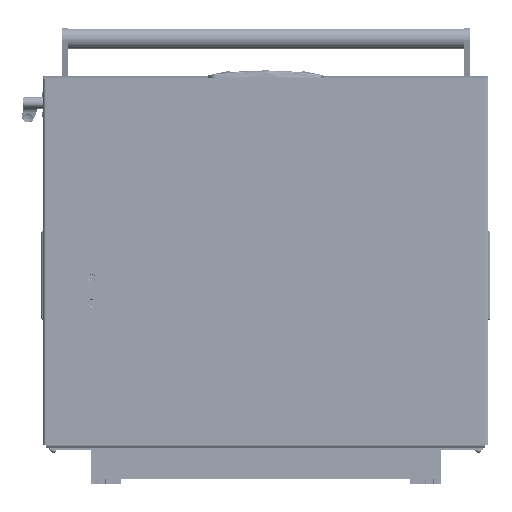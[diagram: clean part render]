
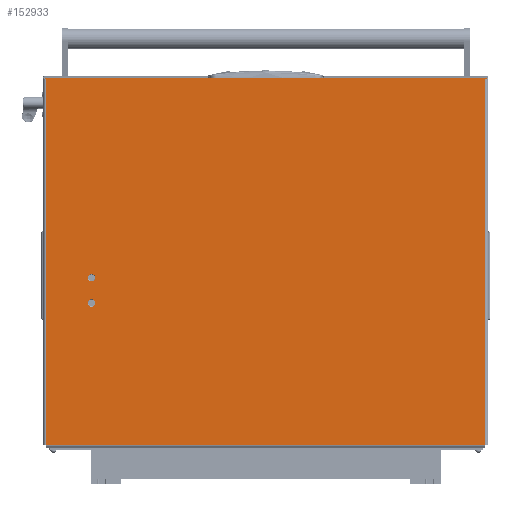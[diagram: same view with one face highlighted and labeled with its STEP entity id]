
A CAD part, front view. The second image highlights one B-rep face of the part: STEP entity #152933.
In plain terms, the highlighted face is planar.
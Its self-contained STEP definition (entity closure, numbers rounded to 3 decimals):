
#2097 = CARTESIAN_POINT ( 'NONE',  ( 0., -2., 0. ) ) ;
#2114 = ORIENTED_EDGE ( 'NONE', *, *, #80374, .F. ) ;
#3209 = LINE ( 'NONE', #132914, #7902 ) ;
#5251 = CARTESIAN_POINT ( 'NONE',  ( 0., -2., 0. ) ) ;
#6052 = VERTEX_POINT ( 'NONE', #50528 ) ;
#7012 = EDGE_CURVE ( 'NONE', #143306, #85968, #128579, .T. ) ;
#7902 = VECTOR ( 'NONE', #18946, 1000. ) ;
#8602 = AXIS2_PLACEMENT_3D ( 'NONE', #118319, #70029, #80875 ) ;
#8612 = CARTESIAN_POINT ( 'NONE',  ( 0., 608., 0. ) ) ;
#12100 = ORIENTED_EDGE ( 'NONE', *, *, #162292, .F. ) ;
#13336 = DIRECTION ( 'NONE',  ( -1., 0., 0. ) ) ;
#14907 = VERTEX_POINT ( 'NONE', #26207 ) ;
#15350 = CARTESIAN_POINT ( 'NONE',  ( 0., 610., 0. ) ) ;
#15716 = AXIS2_PLACEMENT_3D ( 'NONE', #90790, #101625, #13336 ) ;
#18541 = CARTESIAN_POINT ( 'NONE',  ( 280.2, 545., 0. ) ) ;
#18556 = VERTEX_POINT ( 'NONE', #70106 ) ;
#18946 = DIRECTION ( 'NONE',  ( 0., 1., 0. ) ) ;
#20059 = CARTESIAN_POINT ( 'NONE',  ( 304.8, 545., 0. ) ) ;
#20577 = CARTESIAN_POINT ( 'NONE',  ( 0., 0., 0. ) ) ;
#24381 = ORIENTED_EDGE ( 'NONE', *, *, #125588, .F. ) ;
#26207 = CARTESIAN_POINT ( 'NONE',  ( 315.2, 545., 0. ) ) ;
#30387 = CARTESIAN_POINT ( 'NONE',  ( -2., -4., 0. ) ) ;
#32449 = CIRCLE ( 'NONE', #8602, 5.2 ) ;
#32847 = CARTESIAN_POINT ( 'NONE',  ( 506., 608., 0. ) ) ;
#34703 = LINE ( 'NONE', #20577, #73361 ) ;
#34986 = EDGE_LOOP ( 'NONE', ( #12100, #24381 ) ) ;
#46290 = ORIENTED_EDGE ( 'NONE', *, *, #141874, .F. ) ;
#49265 = DIRECTION ( 'NONE',  ( -1., 0., 0. ) ) ;
#49729 = LINE ( 'NONE', #161195, #86386 ) ;
#50413 = DIRECTION ( 'NONE',  ( -1., 0., 0. ) ) ;
#50528 = CARTESIAN_POINT ( 'NONE',  ( 506., 0., 0. ) ) ;
#50772 = FACE_BOUND ( 'NONE', #34986, .T. ) ;
#51104 = CARTESIAN_POINT ( 'NONE',  ( 0., 608., 0. ) ) ;
#58033 = DIRECTION ( 'NONE',  ( 0., 0., -1. ) ) ;
#59282 = DIRECTION ( 'NONE',  ( -1., 0., 0. ) ) ;
#60289 = EDGE_CURVE ( 'NONE', #85968, #18556, #107815, .T. ) ;
#61236 = CARTESIAN_POINT ( 'NONE',  ( 275., 545., 0. ) ) ;
#62328 = VECTOR ( 'NONE', #59282, 1000. ) ;
#63201 = PLANE ( 'NONE',  #15716 ) ;
#64350 = EDGE_CURVE ( 'NONE', #100006, #14907, #32449, .T. ) ;
#64992 = VERTEX_POINT ( 'NONE', #141593 ) ;
#65165 = VECTOR ( 'NONE', #80049, 1000. ) ;
#66220 = VERTEX_POINT ( 'NONE', #153160 ) ;
#68293 = AXIS2_PLACEMENT_3D ( 'NONE', #61236, #150243, #50413 ) ;
#70029 = DIRECTION ( 'NONE',  ( 0., 0., -1. ) ) ;
#70106 = CARTESIAN_POINT ( 'NONE',  ( -2., 610., 0. ) ) ;
#72572 = EDGE_CURVE ( 'NONE', #127890, #96581, #159951, .T. ) ;
#73361 = VECTOR ( 'NONE', #122921, 1000. ) ;
#78132 = DIRECTION ( 'NONE',  ( 1., 0., 0. ) ) ;
#79758 = LINE ( 'NONE', #92314, #89514 ) ;
#80049 = DIRECTION ( 'NONE',  ( 0., -1., 0. ) ) ;
#80374 = EDGE_CURVE ( 'NONE', #143306, #66220, #3209, .T. ) ;
#80875 = DIRECTION ( 'NONE',  ( -1., 0., 0. ) ) ;
#82013 = CIRCLE ( 'NONE', #95249, 5.2 ) ;
#85968 = VERTEX_POINT ( 'NONE', #115727 ) ;
#86386 = VECTOR ( 'NONE', #151171, 1000. ) ;
#89514 = VECTOR ( 'NONE', #78132, 1000. ) ;
#90634 = CIRCLE ( 'NONE', #133177, 5.2 ) ;
#90669 = CARTESIAN_POINT ( 'NONE',  ( 310., 545., 0. ) ) ;
#90790 = CARTESIAN_POINT ( 'NONE',  ( 0., 608., 0. ) ) ;
#90980 = LINE ( 'NONE', #141665, #65165 ) ;
#92171 = VERTEX_POINT ( 'NONE', #15350 ) ;
#92314 = CARTESIAN_POINT ( 'NONE',  ( 0., 610., 0. ) ) ;
#94115 = ORIENTED_EDGE ( 'NONE', *, *, #160558, .T. ) ;
#95249 = AXIS2_PLACEMENT_3D ( 'NONE', #90669, #102315, #141361 ) ;
#96453 = CARTESIAN_POINT ( 'NONE',  ( 275., 545., 0. ) ) ;
#96581 = VERTEX_POINT ( 'NONE', #51104 ) ;
#99985 = FACE_BOUND ( 'NONE', #128097, .T. ) ;
#100006 = VERTEX_POINT ( 'NONE', #20059 ) ;
#101625 = DIRECTION ( 'NONE',  ( 0., 0., -1. ) ) ;
#102315 = DIRECTION ( 'NONE',  ( 0., 0., -1. ) ) ;
#103207 = EDGE_CURVE ( 'NONE', #66220, #6052, #34703, .T. ) ;
#107011 = DIRECTION ( 'NONE',  ( 0., 1., 0. ) ) ;
#107815 = LINE ( 'NONE', #30387, #125881 ) ;
#107829 = ORIENTED_EDGE ( 'NONE', *, *, #7012, .T. ) ;
#113465 = CIRCLE ( 'NONE', #68293, 5.2 ) ;
#114084 = ORIENTED_EDGE ( 'NONE', *, *, #103207, .F. ) ;
#114635 = VERTEX_POINT ( 'NONE', #18541 ) ;
#115727 = CARTESIAN_POINT ( 'NONE',  ( -2., -2., 0. ) ) ;
#118319 = CARTESIAN_POINT ( 'NONE',  ( 310., 545., 0. ) ) ;
#119286 = VECTOR ( 'NONE', #49265, 1000. ) ;
#121305 = DIRECTION ( 'NONE',  ( -1., 0., 0. ) ) ;
#122134 = EDGE_CURVE ( 'NONE', #96581, #92171, #49729, .T. ) ;
#122663 = EDGE_CURVE ( 'NONE', #127890, #6052, #90980, .T. ) ;
#122921 = DIRECTION ( 'NONE',  ( 1., 0., 0. ) ) ;
#125588 = EDGE_CURVE ( 'NONE', #114635, #64992, #90634, .T. ) ;
#125881 = VECTOR ( 'NONE', #107011, 1000. ) ;
#127890 = VERTEX_POINT ( 'NONE', #32847 ) ;
#128097 = EDGE_LOOP ( 'NONE', ( #152635, #46290 ) ) ;
#128579 = LINE ( 'NONE', #2097, #119286 ) ;
#131373 = ORIENTED_EDGE ( 'NONE', *, *, #122663, .T. ) ;
#132914 = CARTESIAN_POINT ( 'NONE',  ( 0., -4., 0. ) ) ;
#133177 = AXIS2_PLACEMENT_3D ( 'NONE', #96453, #58033, #121305 ) ;
#133703 = ORIENTED_EDGE ( 'NONE', *, *, #72572, .F. ) ;
#140133 = ORIENTED_EDGE ( 'NONE', *, *, #122134, .F. ) ;
#141361 = DIRECTION ( 'NONE',  ( -1., 0., 0. ) ) ;
#141593 = CARTESIAN_POINT ( 'NONE',  ( 269.8, 545., 0. ) ) ;
#141665 = CARTESIAN_POINT ( 'NONE',  ( 506., 608., 0. ) ) ;
#141874 = EDGE_CURVE ( 'NONE', #14907, #100006, #82013, .T. ) ;
#143306 = VERTEX_POINT ( 'NONE', #5251 ) ;
#150243 = DIRECTION ( 'NONE',  ( 0., 0., -1. ) ) ;
#151171 = DIRECTION ( 'NONE',  ( 0., 1., 0. ) ) ;
#152231 = FACE_OUTER_BOUND ( 'NONE', #158089, .T. ) ;
#152635 = ORIENTED_EDGE ( 'NONE', *, *, #64350, .F. ) ;
#152933 = ADVANCED_FACE ( 'NONE', ( #50772, #99985, #152231 ), #63201, .T. ) ;
#153160 = CARTESIAN_POINT ( 'NONE',  ( 0., 0., 0. ) ) ;
#158089 = EDGE_LOOP ( 'NONE', ( #2114, #107829, #161276, #94115, #140133, #133703, #131373, #114084 ) ) ;
#159951 = LINE ( 'NONE', #8612, #62328 ) ;
#160558 = EDGE_CURVE ( 'NONE', #18556, #92171, #79758, .T. ) ;
#161195 = CARTESIAN_POINT ( 'NONE',  ( 0., -4., 0. ) ) ;
#161276 = ORIENTED_EDGE ( 'NONE', *, *, #60289, .T. ) ;
#162292 = EDGE_CURVE ( 'NONE', #64992, #114635, #113465, .T. ) ;
